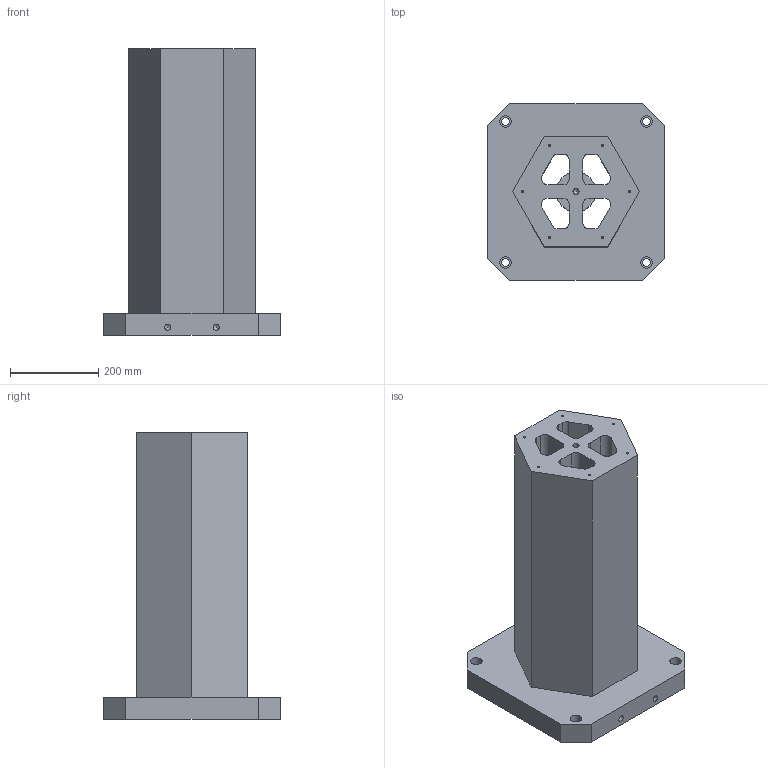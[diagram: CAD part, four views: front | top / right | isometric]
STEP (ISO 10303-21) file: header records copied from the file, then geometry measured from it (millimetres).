
FILE_DESCRIPTION( ( 'Unknown' ), '1' );
FILE_NAME( 'BP31-400400-0650.stp', 'Unknown', ( 'S.C.H' ), ( 'Unknown' ), 'XStep 1.0', 'Unknown', ' ' );
FILE_SCHEMA( ( 'CONFIG_CONTROL_DESIGN' ) );
Length unit declared in the file: millimetre
Products named in the file (1): 1
Bounding box: 400 x 400 x 650 mm (x, y, z)
Volume: 25118613.5 mm3; surface area: 1323908.8 mm2
Topology: 1 solids, 1 shells, 127 faces, 366 edges, 236 vertices
Faces by surface type: cylinder 68, plane 45, cone 10, sphere 4
Full cylindrical faces by diameter (mm): 5 x6, 13.835 x1, 14 x3, 18 x4, 26 x4
Entity records: 3928 total; most frequent: DIRECTION 694, CARTESIAN_POINT 660, ORIENTED_EDGE 620, EDGE_CURVE 310, AXIS2_PLACEMENT_3D 256, VERTEX_POINT 222, LINE 182, VECTOR 182
